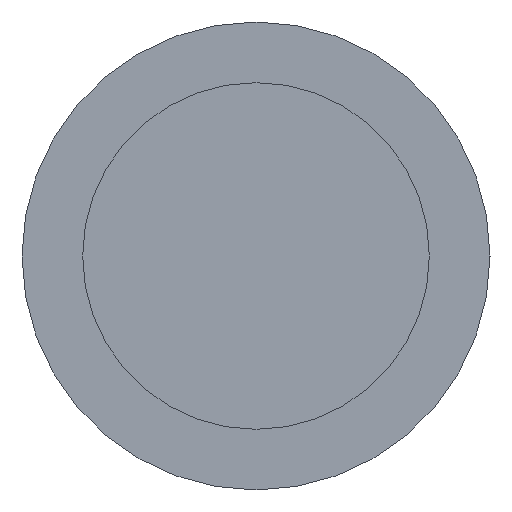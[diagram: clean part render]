
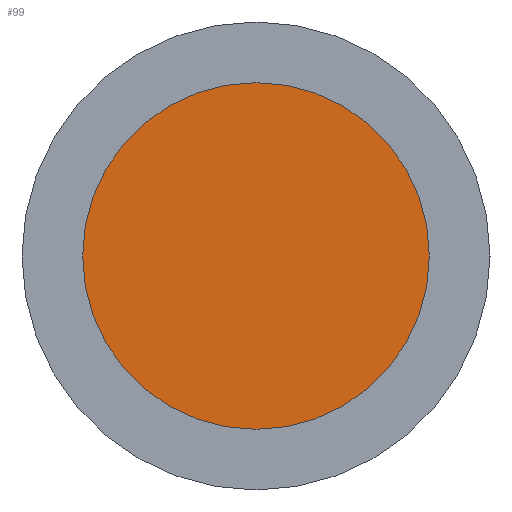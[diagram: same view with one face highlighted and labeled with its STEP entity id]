
A CAD part, left-side view. The second image highlights one B-rep face of the part: STEP entity #99.
In plain terms, the highlighted planar face has unit normal (-1, 0, 0).
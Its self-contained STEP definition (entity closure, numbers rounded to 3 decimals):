
#1 = DIRECTION ( 'NONE',  ( 0., 0., -1. ) ) ;
#60 = EDGE_CURVE ( 'NONE', #468, #482, #97, .T. ) ;
#96 = CARTESIAN_POINT ( 'NONE',  ( 0., 0., 10. ) ) ;
#97 = CIRCLE ( 'NONE', #461, 10. ) ;
#99 = ADVANCED_FACE ( 'NONE', ( #152 ), #328, .F. ) ;
#125 = DIRECTION ( 'NONE',  ( -1., 0., 0. ) ) ;
#128 = CARTESIAN_POINT ( 'NONE',  ( 0., 0., 0. ) ) ;
#152 = FACE_OUTER_BOUND ( 'NONE', #467, .T. ) ;
#154 = AXIS2_PLACEMENT_3D ( 'NONE', #493, #440, #1 ) ;
#155 = ORIENTED_EDGE ( 'NONE', *, *, #60, .T. ) ;
#206 = DIRECTION ( 'NONE',  ( 0., 0., 1. ) ) ;
#210 = CIRCLE ( 'NONE', #355, 10. ) ;
#263 = DIRECTION ( 'NONE',  ( 0., 0., 1. ) ) ;
#328 = PLANE ( 'NONE',  #154 ) ;
#338 = DIRECTION ( 'NONE',  ( -1., 0., 0. ) ) ;
#355 = AXIS2_PLACEMENT_3D ( 'NONE', #512, #338, #263 ) ;
#387 = CARTESIAN_POINT ( 'NONE',  ( 0., 0., -10. ) ) ;
#440 = DIRECTION ( 'NONE',  ( 1., 0., 0. ) ) ;
#443 = EDGE_CURVE ( 'NONE', #482, #468, #210, .T. ) ;
#461 = AXIS2_PLACEMENT_3D ( 'NONE', #128, #125, #206 ) ;
#467 = EDGE_LOOP ( 'NONE', ( #514, #155 ) ) ;
#468 = VERTEX_POINT ( 'NONE', #387 ) ;
#482 = VERTEX_POINT ( 'NONE', #96 ) ;
#493 = CARTESIAN_POINT ( 'NONE',  ( 0., 0., 0. ) ) ;
#512 = CARTESIAN_POINT ( 'NONE',  ( 0., 0., 0. ) ) ;
#514 = ORIENTED_EDGE ( 'NONE', *, *, #443, .T. ) ;
